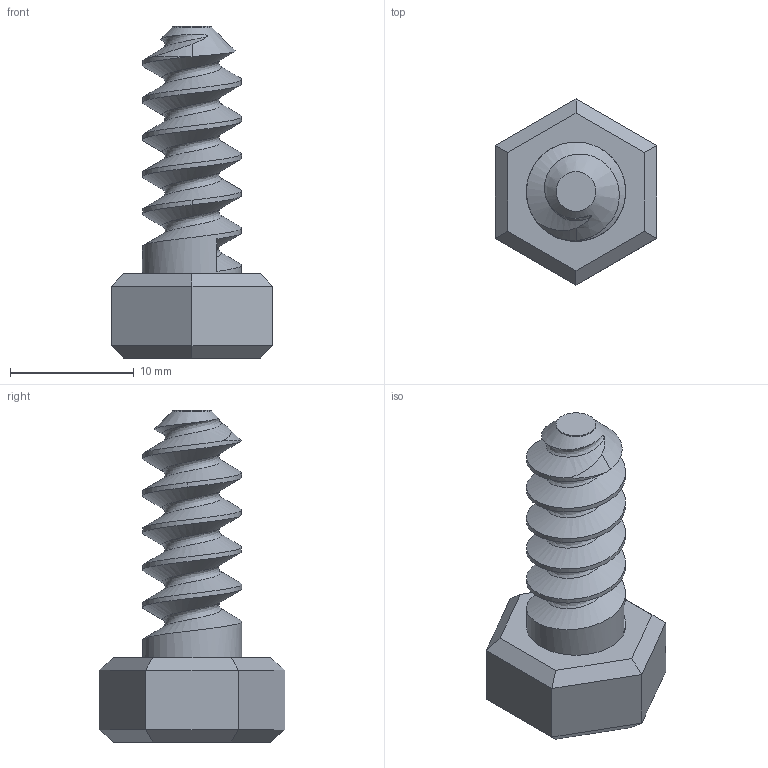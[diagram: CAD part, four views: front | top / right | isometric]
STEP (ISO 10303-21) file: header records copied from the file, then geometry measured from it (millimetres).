
FILE_DESCRIPTION(('STEP AP242'), '1');
FILE_NAME('ItemBoltM8L20S3', '', ('UNSPECIFIED'), ('UNSPECIFIED'), 'C3D Converter', 'C3D Toolkit', '');
FILE_SCHEMA(('AP242_MANAGED_MODEL_BASED_3D_ENGINEERING_MIM_LF { 1 0 10303 442 1 1 4 }'));
Length unit declared in the file: millimetre
Bounding box: 13 x 15.01 x 26.8 mm (x, y, z)
Volume: 1475.2 mm3; surface area: 1192.2 mm2
Topology: 1 solids, 1 shells, 46 faces, 112 edges, 74 vertices
Faces by surface type: plane 35, cylinder 6, bspline 3, cone 2
Full cylindrical faces by diameter (mm): 3.2 x1, 8 x1
Entity records: 7023 total; most frequent: CARTESIAN_POINT 5656, ORIENTED_EDGE 198, DIRECTION 174, EDGE_CURVE 99, LINE 78, VECTOR 78, VERTEX_POINT 62, COLOUR_RGB 49
